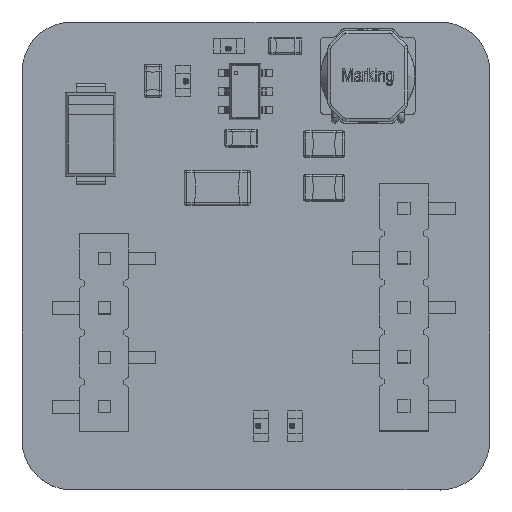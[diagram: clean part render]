
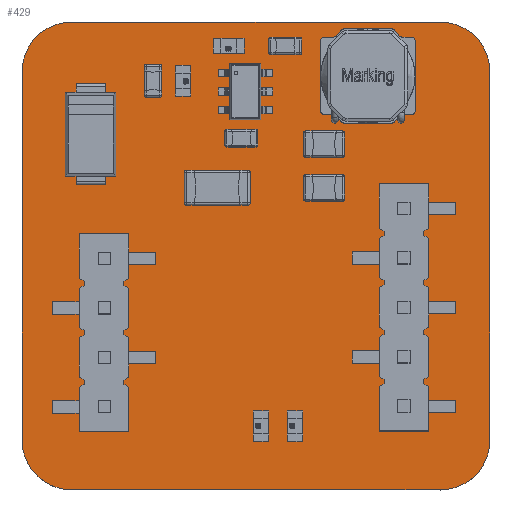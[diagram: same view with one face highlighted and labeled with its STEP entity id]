
A CAD part, top view. The second image highlights one B-rep face of the part: STEP entity #429.
In plain terms, the highlighted planar face has unit normal (0, 0, 1).
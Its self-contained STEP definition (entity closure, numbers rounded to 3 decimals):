
#164 = VERTEX_POINT('',#165);
#165 = CARTESIAN_POINT('',(2.305,-0.015,1.59));
#171 = EDGE_CURVE('',#164,#172,#174,.T.);
#172 = VERTEX_POINT('',#173);
#173 = CARTESIAN_POINT('',(-0.025,2.54,1.59));
#174 = CIRCLE('',#175,2.566);
#175 = AXIS2_PLACEMENT_3D('',#176,#177,#178);
#176 = CARTESIAN_POINT('',(2.541,2.54,1.59));
#177 = DIRECTION('',(0.,0.,-1.));
#178 = DIRECTION('',(-0.092,-0.996,-0.));
#204 = EDGE_CURVE('',#172,#205,#207,.T.);
#205 = VERTEX_POINT('',#206);
#206 = CARTESIAN_POINT('',(-0.025,21.46,1.59));
#207 = LINE('',#208,#209);
#208 = CARTESIAN_POINT('',(-0.025,2.54,1.59));
#209 = VECTOR('',#210,1.);
#210 = DIRECTION('',(0.,1.,0.));
#235 = EDGE_CURVE('',#205,#236,#238,.T.);
#236 = VERTEX_POINT('',#237);
#237 = CARTESIAN_POINT('',(2.54,24.025,1.59));
#238 = CIRCLE('',#239,2.564);
#239 = AXIS2_PLACEMENT_3D('',#240,#241,#242);
#240 = CARTESIAN_POINT('',(2.539,21.461,1.59));
#241 = DIRECTION('',(0.,0.,-1.));
#242 = DIRECTION('',(-1.,0.,-0.));
#268 = EDGE_CURVE('',#236,#269,#271,.T.);
#269 = VERTEX_POINT('',#270);
#270 = CARTESIAN_POINT('',(21.46,24.025,1.59));
#271 = LINE('',#272,#273);
#272 = CARTESIAN_POINT('',(2.54,24.025,1.59));
#273 = VECTOR('',#274,1.);
#274 = DIRECTION('',(1.,0.,0.));
#299 = EDGE_CURVE('',#269,#300,#302,.T.);
#300 = VERTEX_POINT('',#301);
#301 = CARTESIAN_POINT('',(24.025,21.46,1.59));
#302 = CIRCLE('',#303,2.564);
#303 = AXIS2_PLACEMENT_3D('',#304,#305,#306);
#304 = CARTESIAN_POINT('',(21.461,21.461,1.59));
#305 = DIRECTION('',(0.,0.,-1.));
#306 = DIRECTION('',(0.,1.,0.));
#332 = EDGE_CURVE('',#300,#333,#335,.T.);
#333 = VERTEX_POINT('',#334);
#334 = CARTESIAN_POINT('',(24.025,2.54,1.59));
#335 = LINE('',#336,#337);
#336 = CARTESIAN_POINT('',(24.025,21.46,1.59));
#337 = VECTOR('',#338,1.);
#338 = DIRECTION('',(0.,-1.,0.));
#363 = EDGE_CURVE('',#333,#364,#366,.T.);
#364 = VERTEX_POINT('',#365);
#365 = CARTESIAN_POINT('',(21.46,-0.025,1.59));
#366 = CIRCLE('',#367,2.564);
#367 = AXIS2_PLACEMENT_3D('',#368,#369,#370);
#368 = CARTESIAN_POINT('',(21.461,2.539,1.59));
#369 = DIRECTION('',(0.,0.,-1.));
#370 = DIRECTION('',(1.,0.,0.));
#396 = EDGE_CURVE('',#364,#164,#397,.T.);
#397 = LINE('',#398,#399);
#398 = CARTESIAN_POINT('',(21.46,-0.025,1.59));
#399 = VECTOR('',#400,1.);
#400 = DIRECTION('',(-1.,0.001,0.));
#429 = ADVANCED_FACE('',(#430),#440,.F.);
#430 = FACE_BOUND('',#431,.F.);
#431 = EDGE_LOOP('',(#432,#433,#434,#435,#436,#437,#438,#439));
#432 = ORIENTED_EDGE('',*,*,#171,.T.);
#433 = ORIENTED_EDGE('',*,*,#204,.T.);
#434 = ORIENTED_EDGE('',*,*,#235,.T.);
#435 = ORIENTED_EDGE('',*,*,#268,.T.);
#436 = ORIENTED_EDGE('',*,*,#299,.T.);
#437 = ORIENTED_EDGE('',*,*,#332,.T.);
#438 = ORIENTED_EDGE('',*,*,#363,.T.);
#439 = ORIENTED_EDGE('',*,*,#396,.T.);
#440 = PLANE('',#441);
#441 = AXIS2_PLACEMENT_3D('',#442,#443,#444);
#442 = CARTESIAN_POINT('',(11.999,12.,1.59));
#443 = DIRECTION('',(-0.,-0.,-1.));
#444 = DIRECTION('',(-1.,0.,0.));
